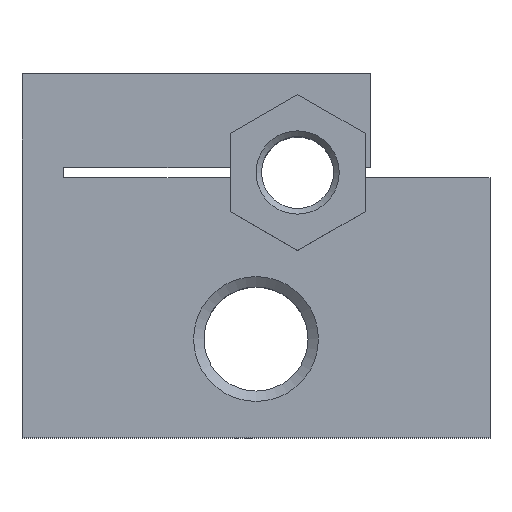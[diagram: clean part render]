
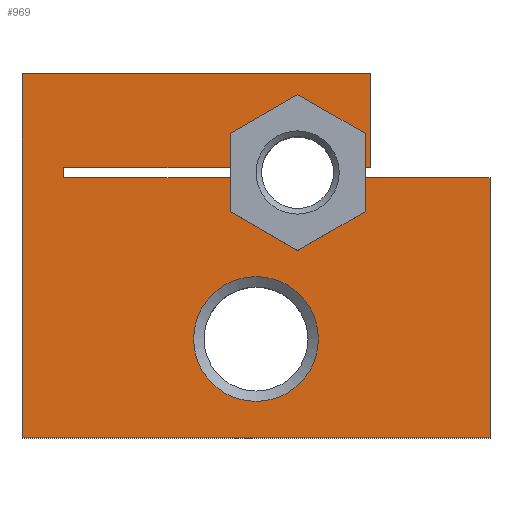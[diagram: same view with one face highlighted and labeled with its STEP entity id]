
A CAD part, top view. The second image highlights one B-rep face of the part: STEP entity #969.
In plain terms, the highlighted planar face has unit normal (0, 0, 1).
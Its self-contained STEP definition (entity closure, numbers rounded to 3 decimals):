
#47=LINE('',#1423,#145);
#51=LINE('',#1434,#149);
#57=LINE('',#1447,#155);
#63=LINE('',#1464,#161);
#69=LINE('',#1481,#167);
#70=LINE('',#1483,#168);
#71=LINE('',#1485,#169);
#72=LINE('',#1487,#170);
#73=LINE('',#1489,#171);
#74=LINE('',#1491,#172);
#145=VECTOR('',#1137,1000.);
#149=VECTOR('',#1145,1000.);
#155=VECTOR('',#1153,1000.);
#161=VECTOR('',#1165,1000.);
#167=VECTOR('',#1179,1000.);
#168=VECTOR('',#1182,1000.);
#169=VECTOR('',#1183,1000.);
#170=VECTOR('',#1184,1000.);
#171=VECTOR('',#1185,1000.);
#172=VECTOR('',#1186,1000.);
#271=ORIENTED_EDGE('',*,*,#539,.T.);
#272=ORIENTED_EDGE('',*,*,#518,.T.);
#273=ORIENTED_EDGE('',*,*,#540,.T.);
#274=ORIENTED_EDGE('',*,*,#513,.T.);
#275=ORIENTED_EDGE('',*,*,#541,.T.);
#276=ORIENTED_EDGE('',*,*,#532,.T.);
#277=ORIENTED_EDGE('',*,*,#542,.T.);
#278=ORIENTED_EDGE('',*,*,#524,.T.);
#279=ORIENTED_EDGE('',*,*,#543,.T.);
#280=ORIENTED_EDGE('',*,*,#544,.T.);
#281=ORIENTED_EDGE('',*,*,#545,.T.);
#282=ORIENTED_EDGE('',*,*,#546,.T.);
#283=ORIENTED_EDGE('',*,*,#547,.T.);
#513=EDGE_CURVE('',#648,#647,#47,.T.);
#518=EDGE_CURVE('',#653,#652,#51,.T.);
#524=EDGE_CURVE('',#659,#658,#57,.T.);
#532=EDGE_CURVE('',#667,#666,#63,.T.);
#539=EDGE_CURVE('',#673,#673,#739,.T.);
#540=EDGE_CURVE('',#652,#648,#740,.T.);
#541=EDGE_CURVE('',#647,#667,#69,.T.);
#542=EDGE_CURVE('',#666,#659,#741,.T.);
#543=EDGE_CURVE('',#658,#674,#70,.T.);
#544=EDGE_CURVE('',#674,#675,#71,.T.);
#545=EDGE_CURVE('',#675,#676,#72,.T.);
#546=EDGE_CURVE('',#676,#677,#73,.T.);
#547=EDGE_CURVE('',#677,#653,#74,.T.);
#647=VERTEX_POINT('',#1422);
#648=VERTEX_POINT('',#1424);
#652=VERTEX_POINT('',#1433);
#653=VERTEX_POINT('',#1435);
#658=VERTEX_POINT('',#1446);
#659=VERTEX_POINT('',#1448);
#666=VERTEX_POINT('',#1463);
#667=VERTEX_POINT('',#1465);
#673=VERTEX_POINT('',#1479);
#674=VERTEX_POINT('',#1484);
#675=VERTEX_POINT('',#1486);
#676=VERTEX_POINT('',#1488);
#677=VERTEX_POINT('',#1490);
#739=CIRCLE('',#1043,6.);
#740=CIRCLE('',#1044,6.4);
#741=CIRCLE('',#1045,6.4);
#777=EDGE_LOOP('',(#271));
#778=EDGE_LOOP('',(#272,#273,#274,#275,#276,#277,#278,#279,#280,#281,#282,
#283));
#857=FACE_BOUND('',#777,.T.);
#858=FACE_BOUND('',#778,.T.);
#934=PLANE('',#1042);
#969=ADVANCED_FACE('',(#857,#858),#934,.T.);
#1042=AXIS2_PLACEMENT_3D('',#1477,#1173,#1174);
#1043=AXIS2_PLACEMENT_3D('',#1478,#1175,#1176);
#1044=AXIS2_PLACEMENT_3D('',#1480,#1177,#1178);
#1045=AXIS2_PLACEMENT_3D('',#1482,#1180,#1181);
#1137=DIRECTION('',(-1.,0.,0.));
#1145=DIRECTION('',(-1.,0.,0.));
#1153=DIRECTION('',(1.,0.,0.));
#1165=DIRECTION('',(1.,0.,0.));
#1173=DIRECTION('',(0.,0.,1.));
#1174=DIRECTION('',(1.,0.,0.));
#1175=DIRECTION('',(0.,0.,-1.));
#1176=DIRECTION('',(-1.,0.,0.));
#1177=DIRECTION('',(0.,0.,-1.));
#1178=DIRECTION('',(-1.,0.,0.));
#1179=DIRECTION('',(0.,1.,0.));
#1180=DIRECTION('',(0.,0.,-1.));
#1181=DIRECTION('',(-1.,0.,0.));
#1182=DIRECTION('',(0.,1.,0.));
#1183=DIRECTION('',(-1.,0.,0.));
#1184=DIRECTION('',(0.,-1.,0.));
#1185=DIRECTION('',(1.,0.,0.));
#1186=DIRECTION('',(0.,1.,0.));
#1422=CARTESIAN_POINT('',(-18.5,15.5,10.));
#1423=CARTESIAN_POINT('',(22.5,15.5,10.));
#1424=CARTESIAN_POINT('',(-2.38,15.5,10.));
#1433=CARTESIAN_POINT('',(10.38,15.5,10.));
#1434=CARTESIAN_POINT('',(22.5,15.5,10.));
#1435=CARTESIAN_POINT('',(22.5,15.5,10.));
#1446=CARTESIAN_POINT('',(11.,16.5,10.));
#1447=CARTESIAN_POINT('',(-18.5,16.5,10.));
#1448=CARTESIAN_POINT('',(10.38,16.5,10.));
#1463=CARTESIAN_POINT('',(-2.38,16.5,10.));
#1464=CARTESIAN_POINT('',(-18.5,16.5,10.));
#1465=CARTESIAN_POINT('',(-18.5,16.5,10.));
#1477=CARTESIAN_POINT('',(0.,0.,10.));
#1478=CARTESIAN_POINT('',(0.,0.,10.));
#1479=CARTESIAN_POINT('',(-6.,0.,10.));
#1480=CARTESIAN_POINT('',(4.,16.,10.));
#1481=CARTESIAN_POINT('',(-18.5,15.5,10.));
#1482=CARTESIAN_POINT('',(4.,16.,10.));
#1483=CARTESIAN_POINT('',(11.,16.5,10.));
#1484=CARTESIAN_POINT('',(11.,25.5,10.));
#1485=CARTESIAN_POINT('',(11.,25.5,10.));
#1486=CARTESIAN_POINT('',(-22.5,25.5,10.));
#1487=CARTESIAN_POINT('',(-22.5,25.5,10.));
#1488=CARTESIAN_POINT('',(-22.5,-9.5,10.));
#1489=CARTESIAN_POINT('',(-22.5,-9.5,10.));
#1490=CARTESIAN_POINT('',(22.5,-9.5,10.));
#1491=CARTESIAN_POINT('',(22.5,-9.5,10.));
